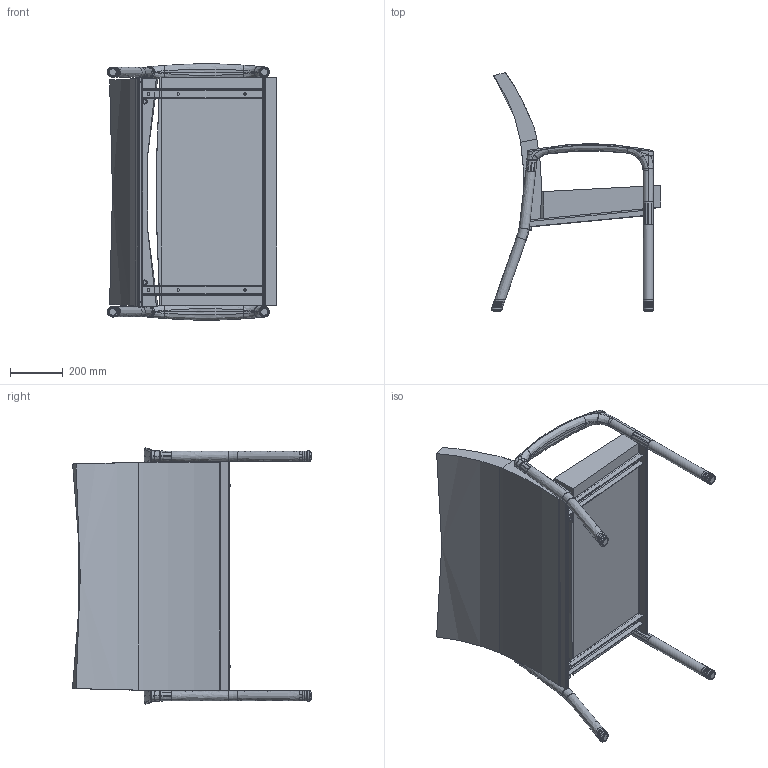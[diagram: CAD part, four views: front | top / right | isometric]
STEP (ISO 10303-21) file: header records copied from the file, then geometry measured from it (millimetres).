
FILE_DESCRIPTION(/* description */ (''),/* implementation_level */ '2;1');
FILE_NAME(/* name */ 'LB10BA (SYMBOL).stp',/* time_stamp */ '2017-03-01T10:40:38-05:00',/* author */ ('EMerkel'),/* organization */ (''),/* preprocessor_version */ 'ST-DEVELOPER v16.5',/* originating_system */ 'Autodesk Inventor 2017',/* authorisation */ '');
FILE_SCHEMA (('AUTOMOTIVE_DESIGN { 1 0 10303 214 3 1 1 }'));
Products named in the file (7): LB10BA (SYMBOL); LB10B FM-A; NEW SEAT3; NEW BACK BARIATRIC3; LB10 ARM-A; LEG CAP RD1.5-B; LEG CAP LB-B
Assembly tree (9 placements, depth 2):
  LB10BA (SYMBOL)
    LB10B FM-A
    NEW SEAT3
    NEW BACK BARIATRIC3
    LB10 ARM-A  x2
    LEG CAP RD1.5-B  x2
    LEG CAP LB-B  x2
Bounding box: 643.97 x 905.49 x 970.91 mm (x, y, z)
Volume: 56872426.7 mm3; surface area: 3361322.3 mm2
Topology: 43 solids, 51 shells, 2319 faces, 4886 edges, 2695 vertices
Faces by surface type: cylinder 756, bspline 660, torus 512, plane 339, sphere 32, cone 20
Full cylindrical faces by diameter (mm): 3.175 x8, 6.198 x4, 6.528 x4, 7.925 x12, 9.525 x6, 9.906 x8, 11.989 x8, 12.954 x2, 19.05 x2, 27.94 x4, 30.162 x2, 31.75 x2, 33.744 x4, 34.087 x16, 35.154 x2, 38.1 x2, 39.37 x4
Entity records: 51868 total; most frequent: CARTESIAN_POINT 27413, ORIENTED_EDGE 5162, DIRECTION 4545, EDGE_CURVE 2575, AXIS2_PLACEMENT_3D 1922, VERTEX_POINT 1483, EDGE_LOOP 1412, FACE_OUTER_BOUND 1242
